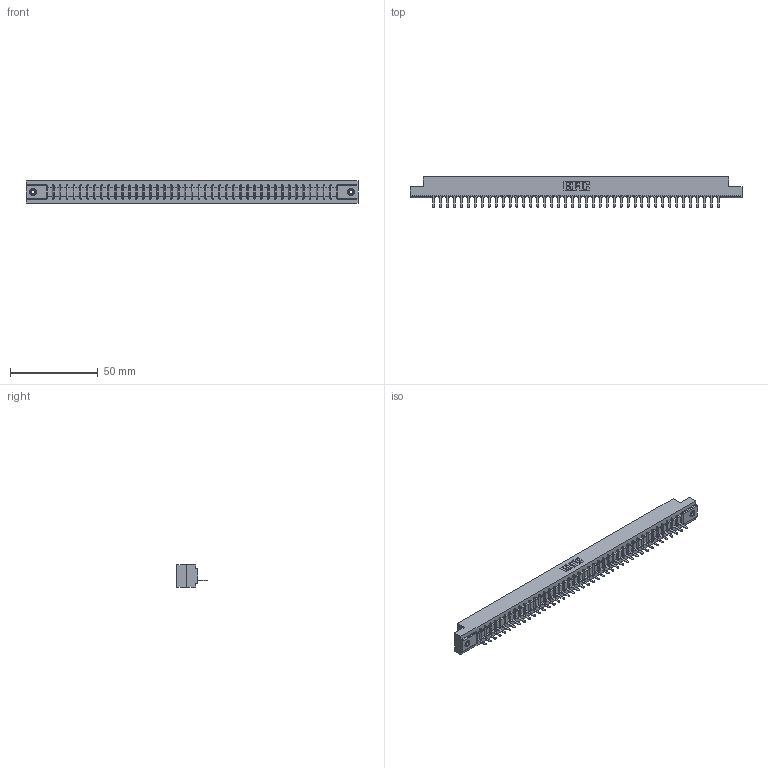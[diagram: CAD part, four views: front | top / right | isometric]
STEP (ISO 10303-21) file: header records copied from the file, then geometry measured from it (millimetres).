
FILE_DESCRIPTION (( 'STEP AP203' ), '1' );
FILE_NAME ('357-042-521-108.STEP', '2019-09-17T10:15:44', ( '' ), ( '' ), 'SwSTEP 2.0', 'SolidWorks 2016', '' );
FILE_SCHEMA (( 'CONFIG_CONTROL_DESIGN' ));
Length unit declared in the file: inch
Products named in the file (4): 345-250-001_345-250-003-102; 307 Part_.156 Dia Mounting Holes; 357-042-521-108; 307-290-002_521
Assembly tree (45 placements, depth 2):
  357-042-521-108
    307 Part_.156 Dia Mounting Holes
    307-290-002_521  x42
    345-250-001_345-250-003-102  x2
Bounding box: 189.43 x 17.42 x 12.7 mm (x, y, z)
Volume: 20267.7 mm3; surface area: 25510.3 mm2
Topology: 45 solids, 45 shells, 3329 faces, 10203 edges, 6678 vertices
Faces by surface type: plane 1992, cylinder 1235, sphere 86, cone 12, torus 4
Entity records: 37909 total; most frequent: CARTESIAN_POINT 6375, ORIENTED_EDGE 6358, DIRECTION 6203, EDGE_CURVE 3179, LINE 2435, VECTOR 2435, VERTEX_POINT 2056, AXIS2_PLACEMENT_3D 1884
